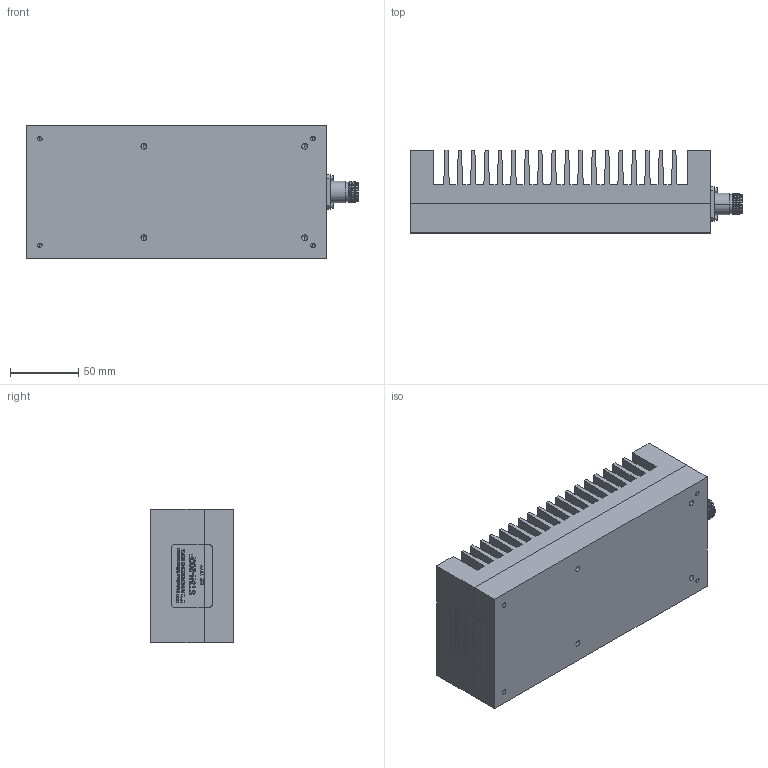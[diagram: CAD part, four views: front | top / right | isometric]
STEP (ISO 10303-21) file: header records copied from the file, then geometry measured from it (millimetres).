
FILE_DESCRIPTION (( 'STEP AP203' ), '1' );
FILE_NAME ('ST3N-200F.step', '2018-05-03T16:19:32', ( '' ), ( '' ), 'SwSTEP 2.0', 'SolidWorks 2017', '' );
FILE_SCHEMA (( 'CONFIG_CONTROL_DESIGN' ));
Length unit declared in the file: millimetre
Products named in the file (1): ST3N-200F
Bounding box: 243.13 x 60.16 x 98 mm (x, y, z)
Volume: 986581.7 mm3; surface area: 171968.1 mm2
Topology: 3 solids, 3 shells, 1114 faces, 2932 edges, 1916 vertices
Faces by surface type: plane 640, bspline 262, cylinder 131, cone 81
Entity records: 50823 total; most frequent: CARTESIAN_POINT 25472, ORIENTED_EDGE 5832, DIRECTION 4118, EDGE_CURVE 2916, LINE 1984, VECTOR 1984, VERTEX_POINT 1916, EDGE_LOOP 1222
